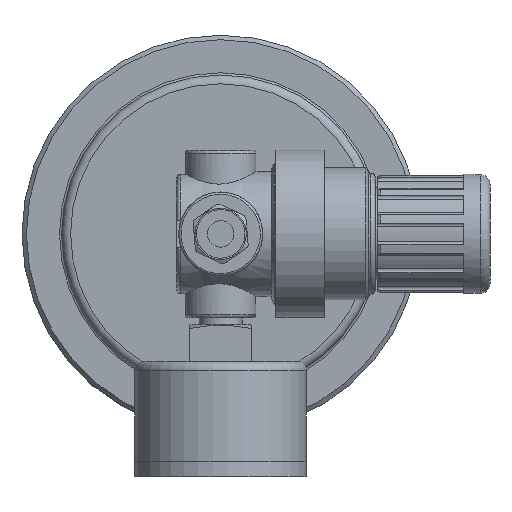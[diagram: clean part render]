
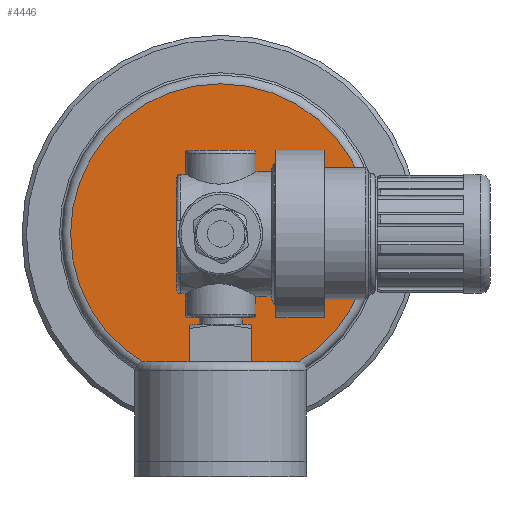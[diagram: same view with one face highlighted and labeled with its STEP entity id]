
A CAD part, left-side view. The second image highlights one B-rep face of the part: STEP entity #4446.
In plain terms, the highlighted planar face has unit normal (-1, 0, 0).
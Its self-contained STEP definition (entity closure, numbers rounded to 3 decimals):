
#811=FACE_BOUND('',#1286,.T.);
#1011=FACE_OUTER_BOUND('',#1285,.T.);
#1285=EDGE_LOOP('',(#3651));
#1286=EDGE_LOOP('',(#3652));
#1539=CIRCLE('',#4876,34.);
#1546=CIRCLE('',#4897,8.35);
#1927=VERTEX_POINT('',#14225);
#1942=VERTEX_POINT('',#14424);
#2511=EDGE_CURVE('',#1927,#1927,#1539,.T.);
#2536=EDGE_CURVE('',#1942,#1942,#1546,.T.);
#3651=ORIENTED_EDGE('',*,*,#2511,.T.);
#3652=ORIENTED_EDGE('',*,*,#2536,.T.);
#3990=PLANE('',#4896);
#4446=ADVANCED_FACE('',(#1011,#811),#3990,.T.);
#4876=AXIS2_PLACEMENT_3D('',#14226,#5858,#5859);
#4896=AXIS2_PLACEMENT_3D('',#14423,#5905,#5906);
#4897=AXIS2_PLACEMENT_3D('',#14425,#5907,#5908);
#5858=DIRECTION('center_axis',(-1.,0.,0.));
#5859=DIRECTION('ref_axis',(0.,-1.,0.));
#5905=DIRECTION('center_axis',(-1.,0.,0.));
#5906=DIRECTION('ref_axis',(0.,-1.,0.));
#5907=DIRECTION('center_axis',(1.,0.,0.));
#5908=DIRECTION('ref_axis',(0.,-0.996,-0.087));
#14225=CARTESIAN_POINT('',(-245.,34.,0.));
#14226=CARTESIAN_POINT('Origin',(-245.,0.,0.));
#14423=CARTESIAN_POINT('Origin',(-245.,-3.,0.));
#14424=CARTESIAN_POINT('',(-245.,8.318,0.728));
#14425=CARTESIAN_POINT('Origin',(-245.,0.,0.));
